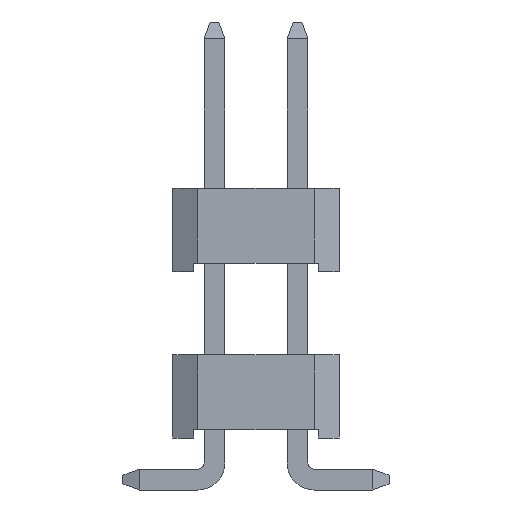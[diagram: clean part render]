
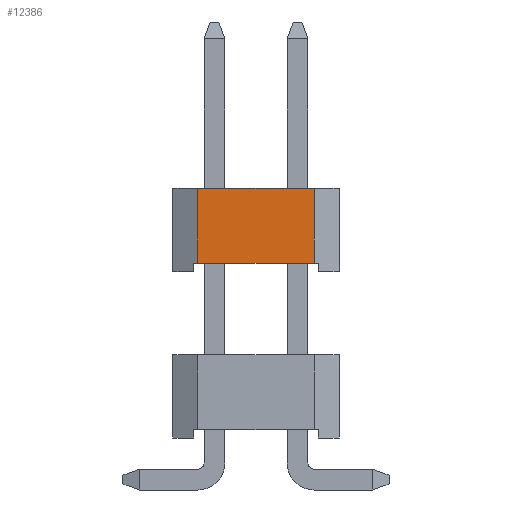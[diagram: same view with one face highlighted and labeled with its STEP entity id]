
A CAD part, left-side view. The second image highlights one B-rep face of the part: STEP entity #12386.
In plain terms, the highlighted planar face has unit normal (-1, 0, 0).
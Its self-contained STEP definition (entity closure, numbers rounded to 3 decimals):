
#567 = ORIENTED_EDGE ( 'NONE', *, *, #2018, .F. ) ;
#2018 = EDGE_CURVE ( 'NONE', #29716, #5608, #29213, .T. ) ;
#3841 = DIRECTION ( 'NONE',  ( 0., 0., -1. ) ) ;
#5204 = CARTESIAN_POINT ( 'NONE',  ( -11., 1.4, 6. ) ) ;
#5608 = VERTEX_POINT ( 'NONE', #8021 ) ;
#6781 = EDGE_LOOP ( 'NONE', ( #30807, #33872, #567, #27470 ) ) ;
#7125 = VECTOR ( 'NONE', #17367, 1000. ) ;
#7453 = LINE ( 'NONE', #18586, #16298 ) ;
#8021 = CARTESIAN_POINT ( 'NONE',  ( -11., -1.4, 6. ) ) ;
#9699 = CARTESIAN_POINT ( 'NONE',  ( -11., -1.4, 6. ) ) ;
#10272 = VECTOR ( 'NONE', #23940, 1000. ) ;
#11560 = CARTESIAN_POINT ( 'NONE',  ( -11., 2., 6. ) ) ;
#12386 = ADVANCED_FACE ( 'NONE', ( #28375 ), #33684, .F. ) ;
#16298 = VECTOR ( 'NONE', #29744, 1000. ) ;
#17367 = DIRECTION ( 'NONE',  ( 0., -1., 0. ) ) ;
#18586 = CARTESIAN_POINT ( 'NONE',  ( -11., 2., 4.2 ) ) ;
#19184 = VERTEX_POINT ( 'NONE', #31337 ) ;
#19758 = DIRECTION ( 'NONE',  ( 1., 0., 0. ) ) ;
#19938 = AXIS2_PLACEMENT_3D ( 'NONE', #11560, #19758, #22874 ) ;
#22874 = DIRECTION ( 'NONE',  ( 0., 1., 0. ) ) ;
#23940 = DIRECTION ( 'NONE',  ( 0., 0., 1. ) ) ;
#25581 = EDGE_CURVE ( 'NONE', #19184, #30007, #7453, .T. ) ;
#26063 = EDGE_CURVE ( 'NONE', #19184, #5608, #34899, .T. ) ;
#26758 = VECTOR ( 'NONE', #3841, 1000. ) ;
#27470 = ORIENTED_EDGE ( 'NONE', *, *, #28758, .T. ) ;
#28375 = FACE_OUTER_BOUND ( 'NONE', #6781, .T. ) ;
#28758 = EDGE_CURVE ( 'NONE', #29716, #30007, #28857, .T. ) ;
#28857 = LINE ( 'NONE', #31583, #26758 ) ;
#29213 = LINE ( 'NONE', #31259, #7125 ) ;
#29716 = VERTEX_POINT ( 'NONE', #5204 ) ;
#29744 = DIRECTION ( 'NONE',  ( 0., 1., 0. ) ) ;
#30007 = VERTEX_POINT ( 'NONE', #33273 ) ;
#30807 = ORIENTED_EDGE ( 'NONE', *, *, #25581, .F. ) ;
#31259 = CARTESIAN_POINT ( 'NONE',  ( -11., 2., 6. ) ) ;
#31337 = CARTESIAN_POINT ( 'NONE',  ( -11., -1.4, 4.2 ) ) ;
#31583 = CARTESIAN_POINT ( 'NONE',  ( -11., 1.4, 6. ) ) ;
#33273 = CARTESIAN_POINT ( 'NONE',  ( -11., 1.4, 4.2 ) ) ;
#33684 = PLANE ( 'NONE',  #19938 ) ;
#33872 = ORIENTED_EDGE ( 'NONE', *, *, #26063, .T. ) ;
#34899 = LINE ( 'NONE', #9699, #10272 ) ;
